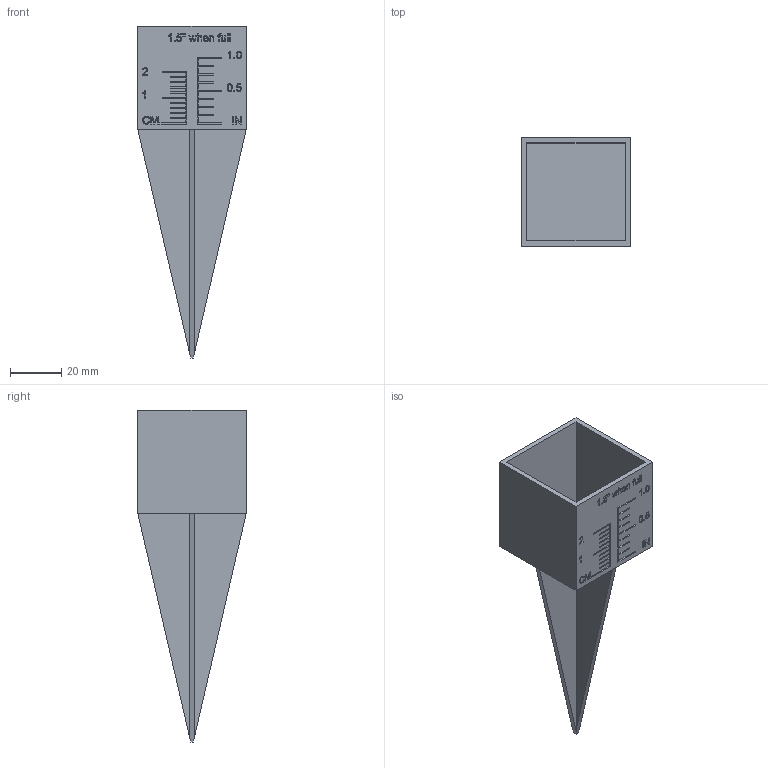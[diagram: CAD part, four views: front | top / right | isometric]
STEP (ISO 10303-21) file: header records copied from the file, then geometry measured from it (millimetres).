
FILE_DESCRIPTION(/* description */ (''),/* implementation_level */ '2;1');
FILE_NAME(/* name */ 'SprinklerGage.step',/* time_stamp */ '2025-05-15T16:29:16-05:00',/* author */ (''),/* organization */ (''),/* preprocessor_version */ 'ST-DEVELOPER v20.1',/* originating_system */ 'Autodesk Translation Framework v14.4.0.0',/* authorisation */ '');
FILE_SCHEMA (('AUTOMOTIVE_DESIGN { 1 0 10303 214 3 1 1 }'));
Length unit declared in the file: millimetre
Products named in the file (1): SprinklerGage
Bounding box: 42.1 x 42.1 x 129 mm (x, y, z)
Volume: 22949.5 mm3; surface area: 24590.1 mm2
Topology: 2 solids, 2 shells, 467 faces, 1289 edges, 858 vertices
Faces by surface type: plane 290, bspline 177
Entity records: 16353 total; most frequent: CARTESIAN_POINT 5624, ORIENTED_EDGE 2578, DIRECTION 1517, EDGE_CURVE 1289, LINE 935, VECTOR 935, VERTEX_POINT 858, EDGE_LOOP 499
